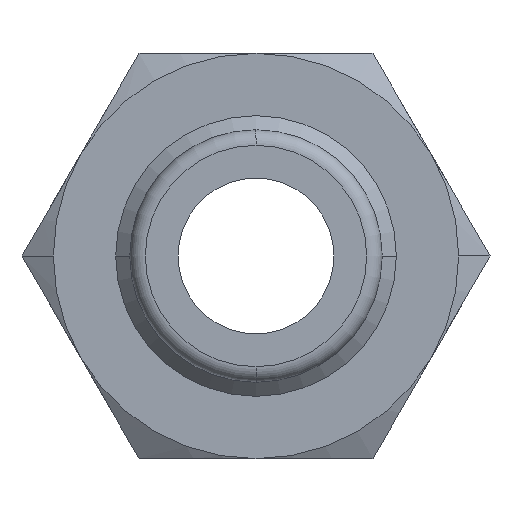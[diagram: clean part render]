
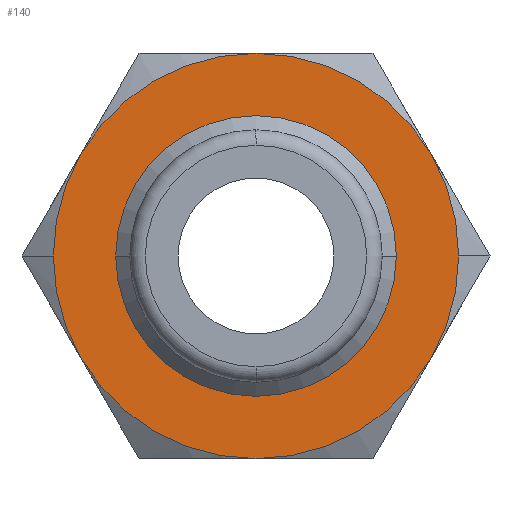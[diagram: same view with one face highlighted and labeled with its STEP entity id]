
A CAD part, front view. The second image highlights one B-rep face of the part: STEP entity #140.
In plain terms, the highlighted planar face has unit normal (0, -1, 0).
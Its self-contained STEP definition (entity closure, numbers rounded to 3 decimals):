
#140=ADVANCED_FACE('',(#289,#290),#291,.T.);
#289=FACE_OUTER_BOUND('',#444,.T.);
#290=FACE_BOUND('',#445,.T.);
#291=PLANE('',#446);
#444=EDGE_LOOP('',(#773,#774,#775,#776,#777,#778,#779,#780));
#445=EDGE_LOOP('',(#781,#782));
#446=AXIS2_PLACEMENT_3D('',#783,#784,#785);
#773=ORIENTED_EDGE('',*,*,#1016,.F.);
#774=ORIENTED_EDGE('',*,*,#1017,.F.);
#775=ORIENTED_EDGE('',*,*,#991,.F.);
#776=ORIENTED_EDGE('',*,*,#981,.F.);
#777=ORIENTED_EDGE('',*,*,#934,.F.);
#778=ORIENTED_EDGE('',*,*,#1018,.F.);
#779=ORIENTED_EDGE('',*,*,#996,.F.);
#780=ORIENTED_EDGE('',*,*,#1019,.F.);
#781=ORIENTED_EDGE('',*,*,#994,.F.);
#782=ORIENTED_EDGE('',*,*,#968,.F.);
#783=CARTESIAN_POINT('',(3.25,14.0,0.0));
#784=DIRECTION('',(-0.0,-1.0,-0.0));
#785=DIRECTION('',(-1.0,0.0,0.0));
#934=EDGE_CURVE('',#1115,#1113,#1117,.T.);
#968=EDGE_CURVE('',#1167,#1169,#1170,.T.);
#981=EDGE_CURVE('',#1113,#1186,#1187,.T.);
#991=EDGE_CURVE('',#1186,#1060,#1197,.T.);
#994=EDGE_CURVE('',#1169,#1167,#1200,.T.);
#996=EDGE_CURVE('',#1039,#1123,#1202,.T.);
#1016=EDGE_CURVE('',#1224,#1225,#1226,.T.);
#1017=EDGE_CURVE('',#1060,#1224,#1227,.T.);
#1018=EDGE_CURVE('',#1123,#1115,#1228,.T.);
#1019=EDGE_CURVE('',#1225,#1039,#1229,.T.);
#1039=VERTEX_POINT('',#1249);
#1060=VERTEX_POINT('',#1318);
#1113=VERTEX_POINT('',#1447);
#1115=VERTEX_POINT('',#1450);
#1117=CIRCLE('',#1463,6.5);
#1123=VERTEX_POINT('',#1480);
#1167=VERTEX_POINT('',#1563);
#1169=VERTEX_POINT('',#1566);
#1170=CIRCLE('',#1567,4.5);
#1186=VERTEX_POINT('',#1607);
#1187=CIRCLE('',#1608,6.5);
#1197=CIRCLE('',#1663,6.5);
#1200=CIRCLE('',#1666,4.5);
#1202=CIRCLE('',#1668,6.5);
#1224=VERTEX_POINT('',#1705);
#1225=VERTEX_POINT('',#1706);
#1226=CIRCLE('',#1707,6.5);
#1227=CIRCLE('',#1708,6.5);
#1228=CIRCLE('',#1709,6.5);
#1229=CIRCLE('',#1710,6.5);
#1249=CARTESIAN_POINT('',(5.629,14.0,-3.25));
#1318=CARTESIAN_POINT('',(0.,14.0,6.5));
#1447=CARTESIAN_POINT('',(-6.5,14.0,0.));
#1450=CARTESIAN_POINT('',(-5.629,14.0,-3.25));
#1463=AXIS2_PLACEMENT_3D('',#1802,#1803,#1804);
#1480=CARTESIAN_POINT('',(0.0,14.0,-6.5));
#1563=CARTESIAN_POINT('',(4.5,14.0,0.));
#1566=CARTESIAN_POINT('',(-4.5,14.0,0.));
#1567=AXIS2_PLACEMENT_3D('',#1851,#1852,#1853);
#1607=CARTESIAN_POINT('',(-5.629,14.0,3.25));
#1608=AXIS2_PLACEMENT_3D('',#1868,#1869,#1870);
#1663=AXIS2_PLACEMENT_3D('',#1875,#1876,#1877);
#1666=AXIS2_PLACEMENT_3D('',#1881,#1882,#1883);
#1668=AXIS2_PLACEMENT_3D('',#1884,#1885,#1886);
#1705=CARTESIAN_POINT('',(5.629,14.0,3.25));
#1706=CARTESIAN_POINT('',(6.5,14.0,0.));
#1707=AXIS2_PLACEMENT_3D('',#1912,#1913,#1914);
#1708=AXIS2_PLACEMENT_3D('',#1915,#1916,#1917);
#1709=AXIS2_PLACEMENT_3D('',#1918,#1919,#1920);
#1710=AXIS2_PLACEMENT_3D('',#1921,#1922,#1923);
#1802=CARTESIAN_POINT('',(0.0,14.0,0.0));
#1803=DIRECTION('',(-0.0,1.0,0.0));
#1804=DIRECTION('',(1.0,0.0,0.0));
#1851=CARTESIAN_POINT('',(0.0,14.0,0.0));
#1852=DIRECTION('',(0.0,-1.0,0.0));
#1853=DIRECTION('',(1.0,0.0,0.0));
#1868=CARTESIAN_POINT('',(0.0,14.0,0.0));
#1869=DIRECTION('',(-0.0,1.0,0.0));
#1870=DIRECTION('',(1.0,0.0,0.0));
#1875=CARTESIAN_POINT('',(0.0,14.0,0.0));
#1876=DIRECTION('',(-0.0,1.0,0.0));
#1877=DIRECTION('',(1.0,0.0,0.0));
#1881=CARTESIAN_POINT('',(0.0,14.0,0.0));
#1882=DIRECTION('',(0.0,-1.0,0.0));
#1883=DIRECTION('',(1.0,0.0,0.0));
#1884=CARTESIAN_POINT('',(0.0,14.0,0.0));
#1885=DIRECTION('',(-0.0,1.0,0.0));
#1886=DIRECTION('',(1.0,0.0,0.0));
#1912=CARTESIAN_POINT('',(0.0,14.0,0.0));
#1913=DIRECTION('',(-0.0,1.0,0.0));
#1914=DIRECTION('',(1.0,0.0,0.0));
#1915=CARTESIAN_POINT('',(0.0,14.0,0.0));
#1916=DIRECTION('',(-0.0,1.0,0.0));
#1917=DIRECTION('',(1.0,0.0,0.0));
#1918=CARTESIAN_POINT('',(0.0,14.0,0.0));
#1919=DIRECTION('',(-0.0,1.0,0.0));
#1920=DIRECTION('',(1.0,0.0,0.0));
#1921=CARTESIAN_POINT('',(0.0,14.0,0.0));
#1922=DIRECTION('',(-0.0,1.0,0.0));
#1923=DIRECTION('',(1.0,0.0,0.0));
